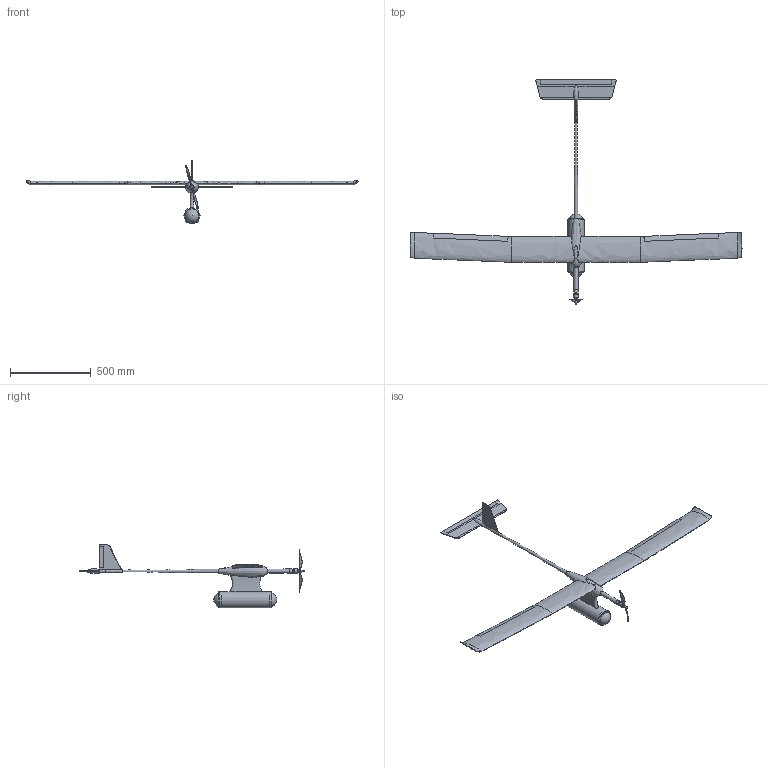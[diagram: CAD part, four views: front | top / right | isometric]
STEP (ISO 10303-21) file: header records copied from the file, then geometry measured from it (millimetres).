
FILE_DESCRIPTION(('FreeCAD Model'),'2;1');
FILE_NAME('Open CASCADE Shape Model','2025-04-26T21:30:05',('FreeCAD'),( 'FreeCAD'),'Open CASCADE STEP processor 7.6','FreeCAD','Unknown');
FILE_SCHEMA(('AUTOMOTIVE_DESIGN { 1 0 10303 214 1 1 1 1 }'));
Length unit declared in the file: millimetre
Products named in the file (1): Open CASCADE STEP translator 7.6 1
Bounding box: 2054.33 x 1390 x 395 mm (x, y, z)
Volume: 3024375.6 mm3; surface area: 1219531.1 mm2
Topology: 10 solids, 10 shells, 227 faces, 522 edges, 346 vertices
Faces by surface type: plane 129, cylinder 52, bspline 33, cone 5, torus 4, sphere 4
Full cylindrical faces by diameter (mm): 4 x10, 7 x2, 10 x3, 15.849 x1, 26 x1, 26.466 x1, 85 x1, 100 x1
Entity records: 15876 total; most frequent: CARTESIAN_POINT 11004, ORIENTED_EDGE 1034, DIRECTION 881, EDGE_CURVE 517, VERTEX_POINT 346, AXIS2_PLACEMENT_3D 334, FACE_BOUND 275, EDGE_LOOP 275
